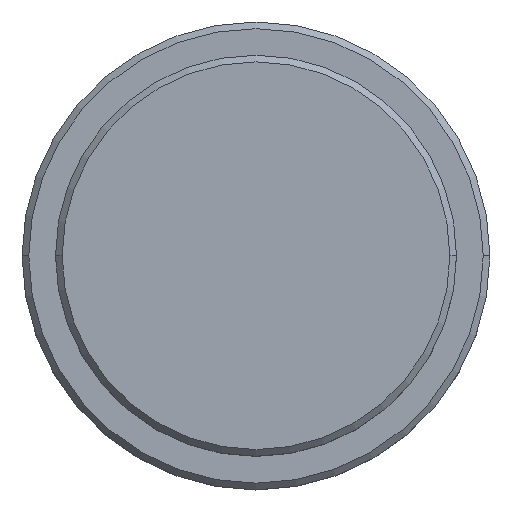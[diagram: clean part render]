
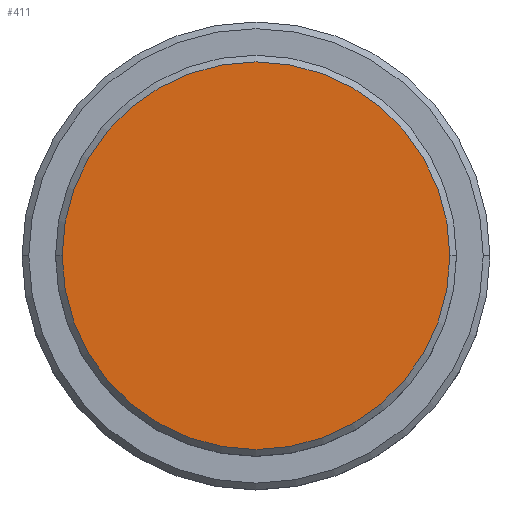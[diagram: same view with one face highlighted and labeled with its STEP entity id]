
A CAD part, top view. The second image highlights one B-rep face of the part: STEP entity #411.
In plain terms, the highlighted planar face has unit normal (0, 0, 1).
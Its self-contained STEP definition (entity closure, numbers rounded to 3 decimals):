
#27 = AXIS2_PLACEMENT_3D ( 'NONE', #548, #519, #650 ) ;
#84 = ORIENTED_EDGE ( 'NONE', *, *, #1034, .T. ) ;
#118 = ORIENTED_EDGE ( 'NONE', *, *, #604, .T. ) ;
#120 = AXIS2_PLACEMENT_3D ( 'NONE', #1249, #470, #920 ) ;
#372 = CIRCLE ( 'NONE', #729, 14.5 ) ;
#411 = ADVANCED_FACE ( 'NONE', ( #1173 ), #534, .T. ) ;
#464 = VERTEX_POINT ( 'NONE', #918 ) ;
#470 = DIRECTION ( 'NONE',  ( 0., 0., 1. ) ) ;
#519 = DIRECTION ( 'NONE',  ( 0., 0., 1. ) ) ;
#534 = PLANE ( 'NONE',  #27 ) ;
#548 = CARTESIAN_POINT ( 'NONE',  ( 0., 0., 0. ) ) ;
#604 = EDGE_CURVE ( 'NONE', #464, #1221, #372, .T. ) ;
#650 = DIRECTION ( 'NONE',  ( 1., 0., 0. ) ) ;
#729 = AXIS2_PLACEMENT_3D ( 'NONE', #1347, #797, #1367 ) ;
#797 = DIRECTION ( 'NONE',  ( 0., 0., 1. ) ) ;
#884 = EDGE_LOOP ( 'NONE', ( #118, #84 ) ) ;
#918 = CARTESIAN_POINT ( 'NONE',  ( -14.5, 0., 0. ) ) ;
#920 = DIRECTION ( 'NONE',  ( 1., 0., 0. ) ) ;
#1034 = EDGE_CURVE ( 'NONE', #1221, #464, #1076, .T. ) ;
#1069 = CARTESIAN_POINT ( 'NONE',  ( 14.5, 0., 0. ) ) ;
#1076 = CIRCLE ( 'NONE', #120, 14.5 ) ;
#1173 = FACE_OUTER_BOUND ( 'NONE', #884, .T. ) ;
#1221 = VERTEX_POINT ( 'NONE', #1069 ) ;
#1249 = CARTESIAN_POINT ( 'NONE',  ( 0., 0., 0. ) ) ;
#1347 = CARTESIAN_POINT ( 'NONE',  ( 0., 0., 0. ) ) ;
#1367 = DIRECTION ( 'NONE',  ( 1., 0., 0. ) ) ;
